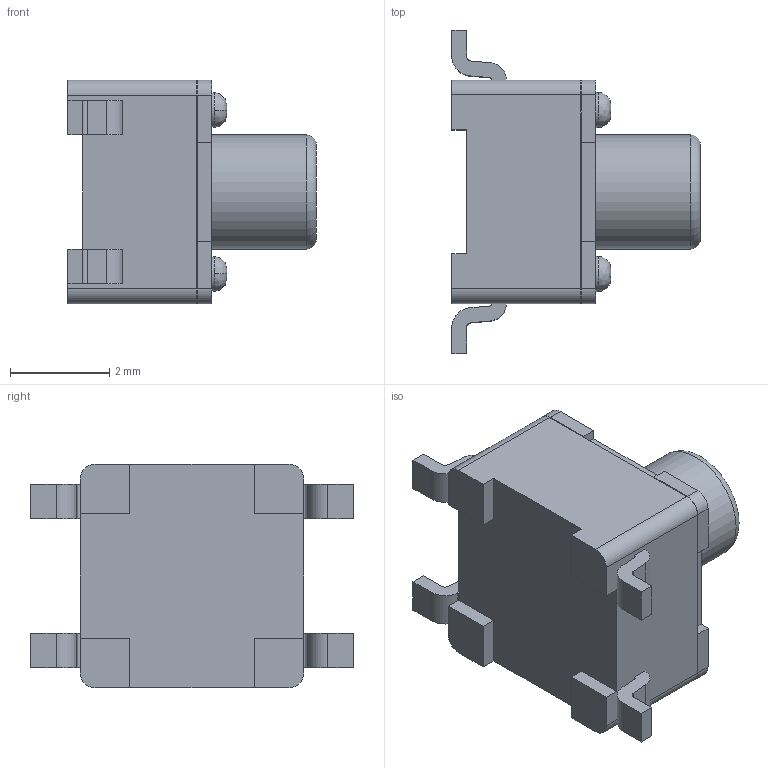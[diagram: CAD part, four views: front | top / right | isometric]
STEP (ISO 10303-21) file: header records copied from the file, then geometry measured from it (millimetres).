
FILE_DESCRIPTION(/* description */ ('STEP AP214'),/* implementation_level */ '2;1');
FILE_NAME(/* name */ 'psolqas_5128_0',/* time_stamp */ '2022-09-20T08:24:32+02:00',/* author */ ('License CC BY-ND 4.0'),/* organization */ ('CADENAS'),/* preprocessor_version */ 'ST-DEVELOPER v18.102',/* originating_system */ 'PARTsolutions',/* authorisation */ ' ');
FILE_SCHEMA (('AUTOMOTIVE_DESIGN {1 0 10303 214 3 1 1}'));
Length unit declared in the file: metre
Products named in the file (1): PTS647SX38SMTR2_LFS_B
Bounding box: 5 x 6.5 x 4.5 mm (x, y, z)
Volume: 63.4 mm3; surface area: 130.8 mm2
Topology: 1 solids, 1 shells, 117 faces, 309 edges, 206 vertices
Faces by surface type: plane 78, cylinder 30, bspline 8, torus 1
Full cylindrical faces by diameter (mm): 0.7 x4, 2.3 x1, 2.4 x1
Entity records: 3749 total; most frequent: CARTESIAN_POINT 832, DIRECTION 598, ORIENTED_EDGE 594, EDGE_CURVE 297, LINE 216, VECTOR 216, VERTEX_POINT 201, AXIS2_PLACEMENT_3D 191
